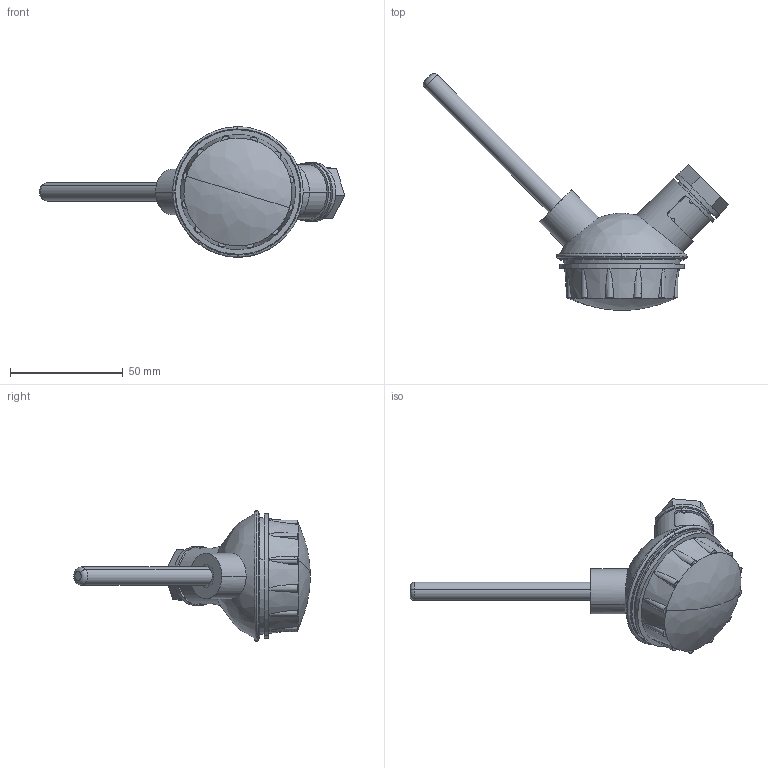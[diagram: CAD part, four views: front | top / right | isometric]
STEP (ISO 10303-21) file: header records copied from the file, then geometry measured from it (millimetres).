
FILE_DESCRIPTION (( 'STEP AP214' ), '1' );
FILE_NAME ('Ñáîðêà31.STEP', '2020-02-22T19:34:10', ( '' ), ( '' ), 'SwSTEP 2.0', 'SolidWorks 2019', '' );
FILE_SCHEMA (( 'AUTOMOTIVE_DESIGN' ));
Length unit declared in the file: millimetre
Products named in the file (13): Ïðîêëàäêà 015; Ïðîâîä õ3 105Ë; Êðûøêà 015Ë; 瀔鍒鍱1; 栖闉罻31; Ãàéêà 015; 盷謥羻僾鴀; Êîðïóñ 015Ë; ﾘ琺矜 015; 忺摎錪2; 忺摎錪3,1; Çàãëóøêà íèç 015; Òðóáêà ä8 105Ë
Assembly tree (30 placements, depth 2):
  栖闉罻31
    Êîðïóñ 015Ë
    Çàãëóøêà íèç 015
    瀔鍒鍱1
    Ïðîâîä õ3 105Ë
    Òðóáêà ä8 105Ë
    盷謥羻僾鴀
    忺摎錪2
    忺摎錪3,1
    ﾘ琺矜 015  x12
    Ãàéêà 015  x8
    Ïðîêëàäêà 015
    Êðûøêà 015Ë
Bounding box: 135.2 x 104.78 x 57.82 mm (x, y, z)
Volume: 34297.8 mm3; surface area: 40271.1 mm2
Topology: 29 solids, 39 shells, 535 faces, 1206 edges, 769 vertices
Faces by surface type: plane 214, cylinder 177, bspline 75, cone 59, torus 8, sphere 2
Entity records: 17728 total; most frequent: CARTESIAN_POINT 6799, ORIENTED_EDGE 1618, DIRECTION 1607, EDGE_CURVE 822, AXIS2_PLACEMENT_3D 678, VERTEX_POINT 529, EDGE_LOOP 402, CIRCLE 363
